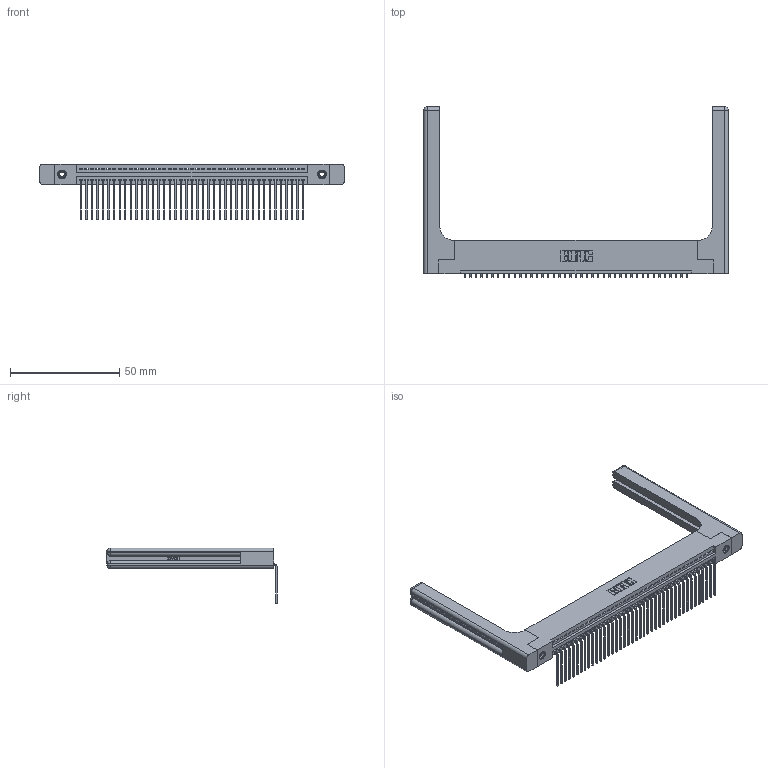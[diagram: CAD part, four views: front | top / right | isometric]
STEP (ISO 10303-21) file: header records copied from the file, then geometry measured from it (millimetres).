
FILE_DESCRIPTION (( 'STEP AP203' ), '1' );
FILE_NAME ('395-041-559-158.STEP', '2019-10-22T11:20:24', ( '' ), ( '' ), 'SwSTEP 2.0', 'SolidWorks 2016', '' );
FILE_SCHEMA (( 'CONFIG_CONTROL_DESIGN' ));
Length unit declared in the file: inch
Products named in the file (5): 345-250-001_345-250-001-102; 345-220-058_345-220-058; 345 Part_Flush Mounting Lugs - 0.156 Dia-TH; 345-292-001_558 559 Tail - 1; 395-041-559-158
Assembly tree (46 placements, depth 2):
  395-041-559-158
    345 Part_Flush Mounting Lugs - 0.156 Dia-TH
    345-292-001_558 559 Tail - 1  x41
    345-250-001_345-250-001-102  x2
    345-220-058_345-220-058  x2
Bounding box: 139.17 x 77.71 x 25.53 mm (x, y, z)
Volume: 21851.6 mm3; surface area: 23831.1 mm2
Topology: 46 solids, 46 shells, 2842 faces, 8469 edges, 5570 vertices
Faces by surface type: plane 1950, cylinder 832, bspline 36, cone 12, sphere 8, torus 4
Entity records: 36258 total; most frequent: CARTESIAN_POINT 7252, ORIENTED_EDGE 6024, DIRECTION 5282, EDGE_CURVE 3012, VECTOR 2624, LINE 2624, VERTEX_POINT 1998, AXIS2_PLACEMENT_3D 1329
